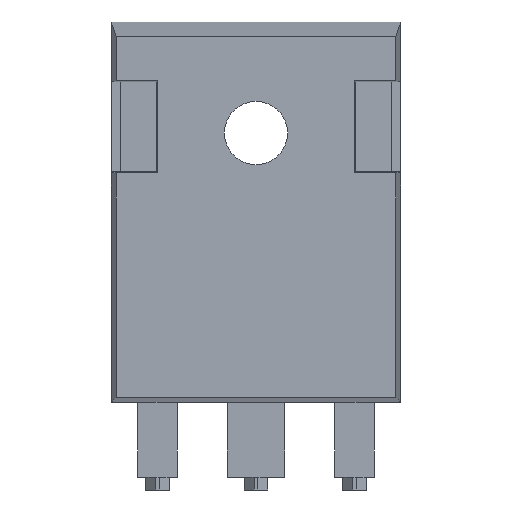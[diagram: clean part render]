
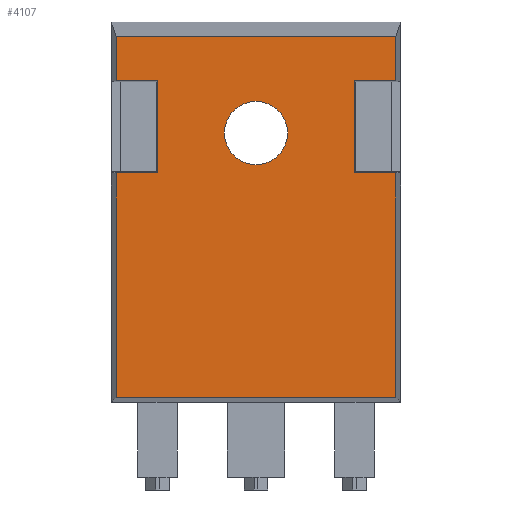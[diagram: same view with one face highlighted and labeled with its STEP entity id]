
A CAD part, front view. The second image highlights one B-rep face of the part: STEP entity #4107.
In plain terms, the highlighted planar face has unit normal (0, -1, 0).
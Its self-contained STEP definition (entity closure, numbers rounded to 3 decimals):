
#30 = ORIENTED_EDGE ( 'NONE', *, *, #2805, .T. ) ;
#64 = LINE ( 'NONE', #1453, #3728 ) ;
#75 = DIRECTION ( 'NONE',  ( -1., 0., 0. ) ) ;
#130 = DIRECTION ( 'NONE',  ( 0., 0., 1. ) ) ;
#169 = LINE ( 'NONE', #2097, #2700 ) ;
#179 = VERTEX_POINT ( 'NONE', #4053 ) ;
#186 = CARTESIAN_POINT ( 'NONE',  ( -7.738, -2.2, 4.762 ) ) ;
#247 = ORIENTED_EDGE ( 'NONE', *, *, #300, .T. ) ;
#248 = LINE ( 'NONE', #1279, #1621 ) ;
#285 = DIRECTION ( 'NONE',  ( 0., 0., -1. ) ) ;
#300 = EDGE_CURVE ( 'NONE', #1177, #2170, #2244, .T. ) ;
#335 = LINE ( 'NONE', #2337, #2562 ) ;
#385 = VECTOR ( 'NONE', #2809, 1000. ) ;
#386 = DIRECTION ( 'NONE',  ( 0., 0., 1. ) ) ;
#449 = EDGE_CURVE ( 'NONE', #3929, #4207, #4404, .T. ) ;
#477 = EDGE_CURVE ( 'NONE', #3488, #1177, #2831, .T. ) ;
#489 = CARTESIAN_POINT ( 'NONE',  ( -7.738, -2.2, 19.405 ) ) ;
#540 = ORIENTED_EDGE ( 'NONE', *, *, #542, .T. ) ;
#542 = EDGE_CURVE ( 'NONE', #676, #2498, #248, .T. ) ;
#561 = DIRECTION ( 'NONE',  ( 0., 0., -1. ) ) ;
#640 = CARTESIAN_POINT ( 'NONE',  ( 5.448, -2.2, 17.198 ) ) ;
#676 = VERTEX_POINT ( 'NONE', #696 ) ;
#696 = CARTESIAN_POINT ( 'NONE',  ( 7.738, -2.2, 24.746 ) ) ;
#745 = EDGE_CURVE ( 'NONE', #1536, #676, #169, .T. ) ;
#873 = DIRECTION ( 'NONE',  ( 0., 1., 0. ) ) ;
#914 = CARTESIAN_POINT ( 'NONE',  ( 0., -2.2, 17.198 ) ) ;
#921 = FACE_BOUND ( 'NONE', #3780, .T. ) ;
#941 = VECTOR ( 'NONE', #2204, 1000. ) ;
#959 = LINE ( 'NONE', #2323, #1486 ) ;
#1012 = EDGE_LOOP ( 'NONE', ( #1156, #1987, #1212, #247, #1107, #3923, #3871, #4348, #1425, #540, #1595, #1959 ) ) ;
#1017 = CARTESIAN_POINT ( 'NONE',  ( 0., -2.2, 21.155 ) ) ;
#1018 = VERTEX_POINT ( 'NONE', #3607 ) ;
#1100 = EDGE_CURVE ( 'NONE', #3755, #3163, #959, .T. ) ;
#1107 = ORIENTED_EDGE ( 'NONE', *, *, #2676, .T. ) ;
#1156 = ORIENTED_EDGE ( 'NONE', *, *, #1100, .T. ) ;
#1177 = VERTEX_POINT ( 'NONE', #186 ) ;
#1212 = ORIENTED_EDGE ( 'NONE', *, *, #477, .T. ) ;
#1246 = LINE ( 'NONE', #914, #941 ) ;
#1271 = FACE_OUTER_BOUND ( 'NONE', #1012, .T. ) ;
#1279 = CARTESIAN_POINT ( 'NONE',  ( 0., -2.2, 24.746 ) ) ;
#1283 = CARTESIAN_POINT ( 'NONE',  ( 7.738, -2.2, 22.302 ) ) ;
#1349 = CARTESIAN_POINT ( 'NONE',  ( 5.448, -2.2, 19.405 ) ) ;
#1425 = ORIENTED_EDGE ( 'NONE', *, *, #745, .T. ) ;
#1427 = LINE ( 'NONE', #2784, #385 ) ;
#1453 = CARTESIAN_POINT ( 'NONE',  ( 7.738, -2.2, 19.405 ) ) ;
#1486 = VECTOR ( 'NONE', #561, 1000. ) ;
#1536 = VERTEX_POINT ( 'NONE', #1283 ) ;
#1581 = DIRECTION ( 'NONE',  ( 1., 0., 0. ) ) ;
#1595 = ORIENTED_EDGE ( 'NONE', *, *, #4114, .T. ) ;
#1621 = VECTOR ( 'NONE', #3009, 1000. ) ;
#1690 = VECTOR ( 'NONE', #2536, 1000. ) ;
#1698 = LINE ( 'NONE', #2717, #2732 ) ;
#1711 = EDGE_CURVE ( 'NONE', #4207, #1536, #335, .T. ) ;
#1819 = VERTEX_POINT ( 'NONE', #1017 ) ;
#1875 = CARTESIAN_POINT ( 'NONE',  ( -7.738, -2.2, 24.746 ) ) ;
#1909 = DIRECTION ( 'NONE',  ( 0., 1., 0. ) ) ;
#1953 = DIRECTION ( 'NONE',  ( 0., 0., -1. ) ) ;
#1959 = ORIENTED_EDGE ( 'NONE', *, *, #2964, .T. ) ;
#1987 = ORIENTED_EDGE ( 'NONE', *, *, #2437, .T. ) ;
#2097 = CARTESIAN_POINT ( 'NONE',  ( 7.738, -2.2, 19.405 ) ) ;
#2121 = CIRCLE ( 'NONE', #2855, 1.75 ) ;
#2170 = VERTEX_POINT ( 'NONE', #3030 ) ;
#2174 = VECTOR ( 'NONE', #1581, 1000. ) ;
#2204 = DIRECTION ( 'NONE',  ( -1., 0., 0. ) ) ;
#2235 = CARTESIAN_POINT ( 'NONE',  ( 0., -2.2, 19.405 ) ) ;
#2244 = LINE ( 'NONE', #3996, #2174 ) ;
#2323 = CARTESIAN_POINT ( 'NONE',  ( -5.448, -2.2, 19.405 ) ) ;
#2337 = CARTESIAN_POINT ( 'NONE',  ( 0., -2.2, 22.302 ) ) ;
#2364 = DIRECTION ( 'NONE',  ( 0., 0., 1. ) ) ;
#2417 = CARTESIAN_POINT ( 'NONE',  ( 5.448, -2.2, 22.302 ) ) ;
#2437 = EDGE_CURVE ( 'NONE', #3163, #3488, #1246, .T. ) ;
#2498 = VERTEX_POINT ( 'NONE', #1875 ) ;
#2506 = DIRECTION ( 'NONE',  ( 0., 0., 1. ) ) ;
#2536 = DIRECTION ( 'NONE',  ( 0., 0., -1. ) ) ;
#2539 = CARTESIAN_POINT ( 'NONE',  ( 0., -2.2, 19.405 ) ) ;
#2562 = VECTOR ( 'NONE', #4344, 1000. ) ;
#2676 = EDGE_CURVE ( 'NONE', #2170, #179, #64, .T. ) ;
#2700 = VECTOR ( 'NONE', #3796, 1000. ) ;
#2717 = CARTESIAN_POINT ( 'NONE',  ( 0., -2.2, 17.198 ) ) ;
#2732 = VECTOR ( 'NONE', #75, 1000. ) ;
#2738 = CARTESIAN_POINT ( 'NONE',  ( -5.448, -2.2, 22.302 ) ) ;
#2784 = CARTESIAN_POINT ( 'NONE',  ( 0., -2.2, 22.302 ) ) ;
#2805 = EDGE_CURVE ( 'NONE', #1819, #1018, #2121, .T. ) ;
#2809 = DIRECTION ( 'NONE',  ( 1., 0., 0. ) ) ;
#2831 = LINE ( 'NONE', #489, #1690 ) ;
#2855 = AXIS2_PLACEMENT_3D ( 'NONE', #2539, #1909, #130 ) ;
#2890 = AXIS2_PLACEMENT_3D ( 'NONE', #4254, #873, #2506 ) ;
#2906 = VERTEX_POINT ( 'NONE', #3781 ) ;
#2964 = EDGE_CURVE ( 'NONE', #2906, #3755, #1427, .T. ) ;
#3009 = DIRECTION ( 'NONE',  ( -1., 0., 0. ) ) ;
#3028 = DIRECTION ( 'NONE',  ( 0., -1., 0. ) ) ;
#3030 = CARTESIAN_POINT ( 'NONE',  ( 7.738, -2.2, 4.762 ) ) ;
#3103 = VECTOR ( 'NONE', #285, 1000. ) ;
#3106 = CIRCLE ( 'NONE', #2890, 1.75 ) ;
#3131 = ORIENTED_EDGE ( 'NONE', *, *, #3975, .T. ) ;
#3163 = VERTEX_POINT ( 'NONE', #3197 ) ;
#3197 = CARTESIAN_POINT ( 'NONE',  ( -5.448, -2.2, 17.198 ) ) ;
#3311 = LINE ( 'NONE', #4363, #3103 ) ;
#3433 = CARTESIAN_POINT ( 'NONE',  ( -7.738, -2.2, 17.198 ) ) ;
#3488 = VERTEX_POINT ( 'NONE', #3433 ) ;
#3607 = CARTESIAN_POINT ( 'NONE',  ( 0., -2.2, 17.655 ) ) ;
#3728 = VECTOR ( 'NONE', #386, 1000. ) ;
#3755 = VERTEX_POINT ( 'NONE', #2738 ) ;
#3780 = EDGE_LOOP ( 'NONE', ( #30, #3131 ) ) ;
#3781 = CARTESIAN_POINT ( 'NONE',  ( -7.738, -2.2, 22.302 ) ) ;
#3796 = DIRECTION ( 'NONE',  ( 0., 0., 1. ) ) ;
#3871 = ORIENTED_EDGE ( 'NONE', *, *, #449, .T. ) ;
#3923 = ORIENTED_EDGE ( 'NONE', *, *, #4191, .T. ) ;
#3929 = VERTEX_POINT ( 'NONE', #640 ) ;
#3975 = EDGE_CURVE ( 'NONE', #1018, #1819, #3106, .T. ) ;
#3996 = CARTESIAN_POINT ( 'NONE',  ( 0., -2.2, 4.762 ) ) ;
#4016 = PLANE ( 'NONE',  #4318 ) ;
#4053 = CARTESIAN_POINT ( 'NONE',  ( 7.738, -2.2, 17.198 ) ) ;
#4107 = ADVANCED_FACE ( 'NONE', ( #921, #1271 ), #4016, .T. ) ;
#4114 = EDGE_CURVE ( 'NONE', #2498, #2906, #3311, .T. ) ;
#4191 = EDGE_CURVE ( 'NONE', #179, #3929, #1698, .T. ) ;
#4207 = VERTEX_POINT ( 'NONE', #2417 ) ;
#4254 = CARTESIAN_POINT ( 'NONE',  ( 0., -2.2, 19.405 ) ) ;
#4280 = VECTOR ( 'NONE', #2364, 1000. ) ;
#4318 = AXIS2_PLACEMENT_3D ( 'NONE', #2235, #3028, #1953 ) ;
#4344 = DIRECTION ( 'NONE',  ( 1., 0., 0. ) ) ;
#4348 = ORIENTED_EDGE ( 'NONE', *, *, #1711, .T. ) ;
#4363 = CARTESIAN_POINT ( 'NONE',  ( -7.738, -2.2, 19.405 ) ) ;
#4404 = LINE ( 'NONE', #1349, #4280 ) ;
